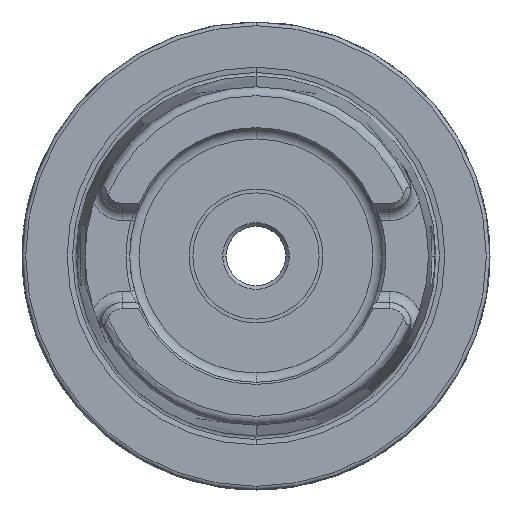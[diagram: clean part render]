
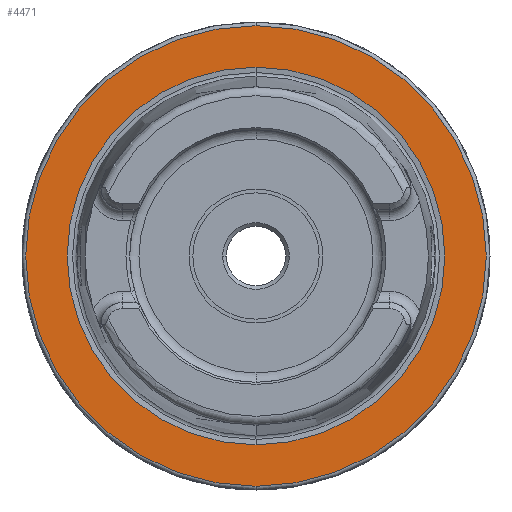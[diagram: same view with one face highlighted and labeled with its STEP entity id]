
A CAD part, left-side view. The second image highlights one B-rep face of the part: STEP entity #4471.
In plain terms, the highlighted planar face has unit normal (-1, 0, 0).
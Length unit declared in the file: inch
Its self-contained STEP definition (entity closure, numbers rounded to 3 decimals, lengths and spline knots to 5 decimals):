
#1000=CARTESIAN_POINT('',(0.,0.,0.));
#1001=DIRECTION('',(1.,0.,0.));
#1002=DIRECTION('',(0.,0.,-1.));
#1003=AXIS2_PLACEMENT_3D('',#1000,#1001,#1002);
#1005=CARTESIAN_POINT('',(0.,0.,0.));
#1006=DIRECTION('',(1.,0.,0.));
#1007=DIRECTION('',(0.,0.,1.));
#1008=AXIS2_PLACEMENT_3D('',#1005,#1006,#1007);
#1010=CARTESIAN_POINT('',(0.,0.,0.));
#1011=DIRECTION('',(-1.,0.,0.));
#1012=DIRECTION('',(0.,0.,1.));
#1013=AXIS2_PLACEMENT_3D('',#1010,#1011,#1012);
#1015=CARTESIAN_POINT('',(0.,0.,0.));
#1016=DIRECTION('',(-1.,0.,0.));
#1017=DIRECTION('',(0.,0.,-1.));
#1018=AXIS2_PLACEMENT_3D('',#1015,#1016,#1017);
#2855=CARTESIAN_POINT('',(0.,0.,-1.0008));
#2856=CARTESIAN_POINT('',(0.,0.,1.0008));
#2857=VERTEX_POINT('',#2855);
#2858=VERTEX_POINT('',#2856);
#3164=CARTESIAN_POINT('',(0.,0.,1.22047));
#3165=CARTESIAN_POINT('',(0.,0.,-1.22047));
#3166=VERTEX_POINT('',#3164);
#3167=VERTEX_POINT('',#3165);
#4455=CARTESIAN_POINT('',(0.,0.,0.));
#4456=DIRECTION('',(1.,0.,0.));
#4457=DIRECTION('',(0.,0.,1.));
#4458=AXIS2_PLACEMENT_3D('',#4455,#4456,#4457);
#4459=PLANE('',#4458);
#4460=ORIENTED_EDGE('',*,*,#4445,.F.);
#4462=ORIENTED_EDGE('',*,*,#4461,.F.);
#4463=EDGE_LOOP('',(#4460,#4462));
#4464=FACE_OUTER_BOUND('',#4463,.F.);
#4466=ORIENTED_EDGE('',*,*,#4465,.F.);
#4468=ORIENTED_EDGE('',*,*,#4467,.F.);
#4469=EDGE_LOOP('',(#4466,#4468));
#4470=FACE_BOUND('',#4469,.F.);
#4471=ADVANCED_FACE('',(#4464,#4470),#4459,.F.);
#1004=CIRCLE('',#1003,1.0008);
#1009=CIRCLE('',#1008,1.0008);
#1014=CIRCLE('',#1013,1.22047);
#1019=CIRCLE('',#1018,1.22047);
#4445=EDGE_CURVE('',#3166,#3167,#1014,.T.);
#4461=EDGE_CURVE('',#3167,#3166,#1019,.T.);
#4465=EDGE_CURVE('',#2857,#2858,#1004,.T.);
#4467=EDGE_CURVE('',#2858,#2857,#1009,.T.);
